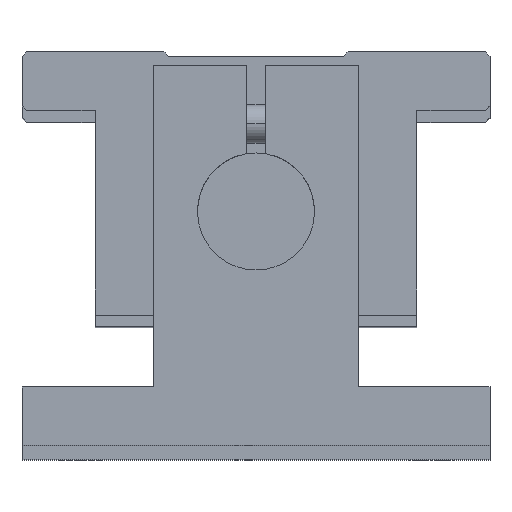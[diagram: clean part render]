
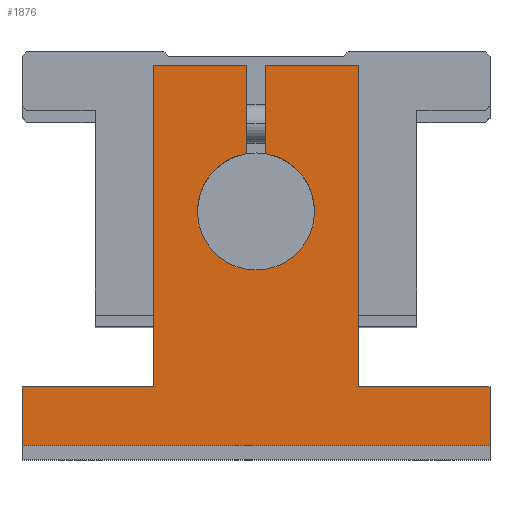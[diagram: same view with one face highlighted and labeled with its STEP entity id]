
A CAD part, top view. The second image highlights one B-rep face of the part: STEP entity #1876.
In plain terms, the highlighted planar face has unit normal (0, 0, 1).
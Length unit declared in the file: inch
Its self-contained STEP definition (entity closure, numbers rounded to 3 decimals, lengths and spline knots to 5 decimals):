
#106 = CARTESIAN_POINT ( 'NONE',  ( 0.86991, -1.43022, 6.53078 ) ) ;
#114 = EDGE_LOOP ( 'NONE', ( #2860, #4021, #2883, #1158, #2772, #1129, #2409, #3657, #569, #1530, #3624, #1946, #2461, #232 ) ) ;
#181 = CARTESIAN_POINT ( 'NONE',  ( -1.13009, -1.68022, 6.53078 ) ) ;
#184 = AXIS2_PLACEMENT_3D ( 'NONE', #1110, #230, #1086 ) ;
#227 = CARTESIAN_POINT ( 'NONE',  ( 0.30751, -0.05502, 6.53078 ) ) ;
#230 = DIRECTION ( 'NONE',  ( 0., 0., -1. ) ) ;
#232 = ORIENTED_EDGE ( 'NONE', *, *, #3161, .T. ) ;
#291 = EDGE_CURVE ( 'NONE', #3323, #3213, #4029, .T. ) ;
#332 = LINE ( 'NONE', #3836, #1387 ) ;
#362 = VERTEX_POINT ( 'NONE', #227 ) ;
#373 = EDGE_CURVE ( 'NONE', #2187, #3490, #1769, .T. ) ;
#395 = EDGE_CURVE ( 'NONE', #3576, #362, #3954, .T. ) ;
#493 = LINE ( 'NONE', #1475, #3244 ) ;
#531 = CARTESIAN_POINT ( 'NONE',  ( 0.30751, -1.68022, 6.53078 ) ) ;
#540 = EDGE_CURVE ( 'NONE', #930, #3576, #332, .T. ) ;
#550 = CARTESIAN_POINT ( 'NONE',  ( -1.13009, -1.43022, 6.53078 ) ) ;
#569 = ORIENTED_EDGE ( 'NONE', *, *, #3377, .T. ) ;
#696 = AXIS2_PLACEMENT_3D ( 'NONE', #1950, #1338, #2568 ) ;
#768 = DIRECTION ( 'NONE',  ( 1., 0., 0. ) ) ;
#781 = VECTOR ( 'NONE', #1834, 39.37008 ) ;
#792 = CIRCLE ( 'NONE', #917, 0.25 ) ;
#846 = CIRCLE ( 'NONE', #184, 0.25 ) ;
#858 = VERTEX_POINT ( 'NONE', #3376 ) ;
#897 = DIRECTION ( 'NONE',  ( -1., 0., 0. ) ) ;
#917 = AXIS2_PLACEMENT_3D ( 'NONE', #3574, #2534, #768 ) ;
#930 = VERTEX_POINT ( 'NONE', #106 ) ;
#985 = AXIS2_PLACEMENT_3D ( 'NONE', #2986, #2339, #3663 ) ;
#986 = CARTESIAN_POINT ( 'NONE',  ( -0.16946, -0.43334, 6.53078 ) ) ;
#1003 = CARTESIAN_POINT ( 'NONE',  ( -0.56769, -1.43022, 6.53078 ) ) ;
#1005 = EDGE_CURVE ( 'NONE', #3882, #858, #4034, .T. ) ;
#1078 = LINE ( 'NONE', #181, #3389 ) ;
#1086 = DIRECTION ( 'NONE',  ( 1., 0., 0. ) ) ;
#1110 = CARTESIAN_POINT ( 'NONE',  ( -0.13009, -0.68022, 6.53078 ) ) ;
#1129 = ORIENTED_EDGE ( 'NONE', *, *, #3475, .T. ) ;
#1158 = ORIENTED_EDGE ( 'NONE', *, *, #1803, .T. ) ;
#1194 = LINE ( 'NONE', #1255, #3324 ) ;
#1203 = DIRECTION ( 'NONE',  ( -1., 0., 0. ) ) ;
#1255 = CARTESIAN_POINT ( 'NONE',  ( -1.13009, -0.05502, 6.53078 ) ) ;
#1286 = CARTESIAN_POINT ( 'NONE',  ( 0.30751, -1.43022, 6.53078 ) ) ;
#1324 = DIRECTION ( 'NONE',  ( 0., 1., 0. ) ) ;
#1338 = DIRECTION ( 'NONE',  ( 0., 0., -1. ) ) ;
#1387 = VECTOR ( 'NONE', #2297, 39.37008 ) ;
#1394 = DIRECTION ( 'NONE',  ( 0., -1., 0. ) ) ;
#1475 = CARTESIAN_POINT ( 'NONE',  ( -0.56769, -1.68022, 6.53078 ) ) ;
#1525 = LINE ( 'NONE', #3446, #2272 ) ;
#1530 = ORIENTED_EDGE ( 'NONE', *, *, #291, .T. ) ;
#1558 = VECTOR ( 'NONE', #1203, 39.37008 ) ;
#1725 = CARTESIAN_POINT ( 'NONE',  ( -0.16946, -0.05502, 6.53078 ) ) ;
#1750 = EDGE_CURVE ( 'NONE', #3213, #930, #3193, .T. ) ;
#1769 = LINE ( 'NONE', #550, #1558 ) ;
#1803 = EDGE_CURVE ( 'NONE', #858, #2311, #792, .T. ) ;
#1822 = LINE ( 'NONE', #2169, #3984 ) ;
#1834 = DIRECTION ( 'NONE',  ( 0., -1., 0. ) ) ;
#1865 = VERTEX_POINT ( 'NONE', #3945 ) ;
#1876 = ADVANCED_FACE ( 'NONE', ( #3622 ), #3343, .T. ) ;
#1877 = DIRECTION ( 'NONE',  ( -1., 0., 0. ) ) ;
#1946 = ORIENTED_EDGE ( 'NONE', *, *, #540, .T. ) ;
#1950 = CARTESIAN_POINT ( 'NONE',  ( -0.13009, -0.68022, 6.53078 ) ) ;
#2085 = CARTESIAN_POINT ( 'NONE',  ( -0.09072, -0.43334, 6.53078 ) ) ;
#2089 = VECTOR ( 'NONE', #3354, 39.37008 ) ;
#2169 = CARTESIAN_POINT ( 'NONE',  ( -1.13009, -0.05502, 6.53078 ) ) ;
#2182 = LINE ( 'NONE', #3150, #781 ) ;
#2187 = VERTEX_POINT ( 'NONE', #1003 ) ;
#2260 = VERTEX_POINT ( 'NONE', #2873 ) ;
#2272 = VECTOR ( 'NONE', #3739, 39.37008 ) ;
#2297 = DIRECTION ( 'NONE',  ( -1., 0., 0. ) ) ;
#2311 = VERTEX_POINT ( 'NONE', #986 ) ;
#2339 = DIRECTION ( 'NONE',  ( 0., 0., 1. ) ) ;
#2392 = CARTESIAN_POINT ( 'NONE',  ( 0.11991, -0.68022, 6.53078 ) ) ;
#2409 = ORIENTED_EDGE ( 'NONE', *, *, #2730, .T. ) ;
#2437 = EDGE_CURVE ( 'NONE', #2823, #3882, #846, .T. ) ;
#2461 = ORIENTED_EDGE ( 'NONE', *, *, #395, .T. ) ;
#2507 = CARTESIAN_POINT ( 'NONE',  ( 0.86991, -1.68022, 6.53078 ) ) ;
#2534 = DIRECTION ( 'NONE',  ( 0., 0., -1. ) ) ;
#2568 = DIRECTION ( 'NONE',  ( 1., 0., 0. ) ) ;
#2689 = CARTESIAN_POINT ( 'NONE',  ( -1.13009, -1.68022, 6.53078 ) ) ;
#2730 = EDGE_CURVE ( 'NONE', #2260, #2187, #493, .T. ) ;
#2749 = VERTEX_POINT ( 'NONE', #1725 ) ;
#2772 = ORIENTED_EDGE ( 'NONE', *, *, #3135, .T. ) ;
#2823 = VERTEX_POINT ( 'NONE', #2085 ) ;
#2860 = ORIENTED_EDGE ( 'NONE', *, *, #3112, .T. ) ;
#2873 = CARTESIAN_POINT ( 'NONE',  ( -0.56769, -0.05502, 6.53078 ) ) ;
#2883 = ORIENTED_EDGE ( 'NONE', *, *, #1005, .T. ) ;
#2922 = CARTESIAN_POINT ( 'NONE',  ( 0.86991, -1.68022, 6.53078 ) ) ;
#2930 = VECTOR ( 'NONE', #1324, 39.37008 ) ;
#2986 = CARTESIAN_POINT ( 'NONE',  ( -1.13009, -1.68022, 6.53078 ) ) ;
#2994 = DIRECTION ( 'NONE',  ( 0., -1., 0. ) ) ;
#3112 = EDGE_CURVE ( 'NONE', #1865, #2823, #2182, .T. ) ;
#3114 = VECTOR ( 'NONE', #3632, 39.37008 ) ;
#3135 = EDGE_CURVE ( 'NONE', #2311, #2749, #1525, .T. ) ;
#3150 = CARTESIAN_POINT ( 'NONE',  ( -0.09072, -1.68022, 6.53078 ) ) ;
#3161 = EDGE_CURVE ( 'NONE', #362, #1865, #1194, .T. ) ;
#3193 = LINE ( 'NONE', #2922, #2930 ) ;
#3213 = VERTEX_POINT ( 'NONE', #2507 ) ;
#3244 = VECTOR ( 'NONE', #1394, 39.37008 ) ;
#3323 = VERTEX_POINT ( 'NONE', #3559 ) ;
#3324 = VECTOR ( 'NONE', #1877, 39.37008 ) ;
#3343 = PLANE ( 'NONE',  #985 ) ;
#3352 = CARTESIAN_POINT ( 'NONE',  ( -1.13009, -1.43022, 6.53078 ) ) ;
#3354 = DIRECTION ( 'NONE',  ( 1., 0., 0. ) ) ;
#3376 = CARTESIAN_POINT ( 'NONE',  ( -0.38009, -0.68022, 6.53078 ) ) ;
#3377 = EDGE_CURVE ( 'NONE', #3490, #3323, #1078, .T. ) ;
#3389 = VECTOR ( 'NONE', #2994, 39.37008 ) ;
#3446 = CARTESIAN_POINT ( 'NONE',  ( -0.16946, -1.68022, 6.53078 ) ) ;
#3475 = EDGE_CURVE ( 'NONE', #2749, #2260, #1822, .T. ) ;
#3490 = VERTEX_POINT ( 'NONE', #3352 ) ;
#3559 = CARTESIAN_POINT ( 'NONE',  ( -1.13009, -1.68022, 6.53078 ) ) ;
#3574 = CARTESIAN_POINT ( 'NONE',  ( -0.13009, -0.68022, 6.53078 ) ) ;
#3576 = VERTEX_POINT ( 'NONE', #1286 ) ;
#3622 = FACE_OUTER_BOUND ( 'NONE', #114, .T. ) ;
#3624 = ORIENTED_EDGE ( 'NONE', *, *, #1750, .T. ) ;
#3632 = DIRECTION ( 'NONE',  ( 0., 1., 0. ) ) ;
#3657 = ORIENTED_EDGE ( 'NONE', *, *, #373, .T. ) ;
#3663 = DIRECTION ( 'NONE',  ( 1., 0., 0. ) ) ;
#3739 = DIRECTION ( 'NONE',  ( 0., 1., 0. ) ) ;
#3836 = CARTESIAN_POINT ( 'NONE',  ( -1.13009, -1.43022, 6.53078 ) ) ;
#3882 = VERTEX_POINT ( 'NONE', #2392 ) ;
#3945 = CARTESIAN_POINT ( 'NONE',  ( -0.09072, -0.05502, 6.53078 ) ) ;
#3954 = LINE ( 'NONE', #531, #3114 ) ;
#3984 = VECTOR ( 'NONE', #897, 39.37008 ) ;
#4021 = ORIENTED_EDGE ( 'NONE', *, *, #2437, .T. ) ;
#4029 = LINE ( 'NONE', #2689, #2089 ) ;
#4034 = CIRCLE ( 'NONE', #696, 0.25 ) ;
